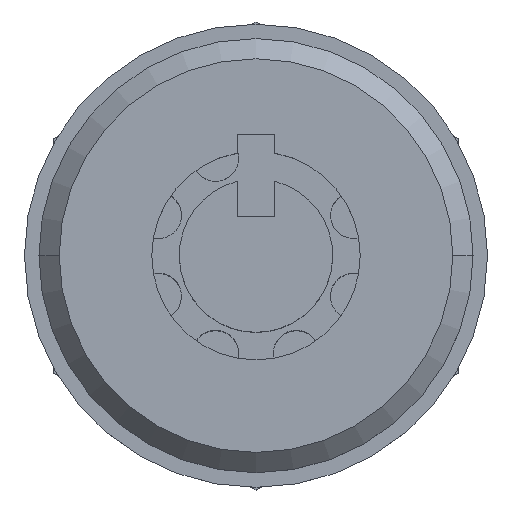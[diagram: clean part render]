
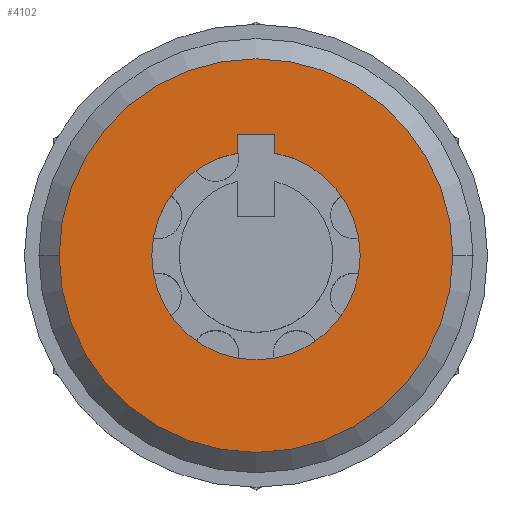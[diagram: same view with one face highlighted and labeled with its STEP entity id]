
A CAD part, top view. The second image highlights one B-rep face of the part: STEP entity #4102.
In plain terms, the highlighted planar face has unit normal (0, 0, 1).
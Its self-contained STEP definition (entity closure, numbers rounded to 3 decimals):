
#142 = VERTEX_POINT ( 'NONE', #153 ) ;
#143 = DIRECTION ( 'NONE',  ( 0., -1., 0. ) ) ;
#153 = CARTESIAN_POINT ( 'NONE',  ( 6.8, 0., 0. ) ) ;
#319 = VECTOR ( 'NONE', #3133, 1000. ) ;
#370 = DIRECTION ( 'NONE',  ( 1., 0., 0. ) ) ;
#449 = CARTESIAN_POINT ( 'NONE',  ( 0., 0., 0. ) ) ;
#595 = EDGE_CURVE ( 'NONE', #5968, #3462, #5088, .T. ) ;
#600 = CARTESIAN_POINT ( 'NONE',  ( 0.65, 4.2, 0. ) ) ;
#656 = VERTEX_POINT ( 'NONE', #3086 ) ;
#659 = EDGE_CURVE ( 'NONE', #142, #1885, #5245, .T. ) ;
#759 = DIRECTION ( 'NONE',  ( 0., 0., 1. ) ) ;
#772 = AXIS2_PLACEMENT_3D ( 'NONE', #449, #4674, #4724 ) ;
#833 = EDGE_CURVE ( 'NONE', #3462, #656, #1739, .T. ) ;
#897 = AXIS2_PLACEMENT_3D ( 'NONE', #5108, #5671, #5644 ) ;
#960 = EDGE_CURVE ( 'NONE', #656, #2285, #3373, .T. ) ;
#983 = ORIENTED_EDGE ( 'NONE', *, *, #833, .F. ) ;
#1099 = EDGE_CURVE ( 'NONE', #1885, #142, #3681, .T. ) ;
#1125 = CARTESIAN_POINT ( 'NONE',  ( -0.65, 4.2, 0. ) ) ;
#1562 = ORIENTED_EDGE ( 'NONE', *, *, #2571, .F. ) ;
#1709 = CARTESIAN_POINT ( 'NONE',  ( 3.6, 0., 0. ) ) ;
#1739 = LINE ( 'NONE', #600, #319 ) ;
#1885 = VERTEX_POINT ( 'NONE', #5275 ) ;
#2094 = PLANE ( 'NONE',  #3560 ) ;
#2101 = DIRECTION ( 'NONE',  ( -1., 0., 0. ) ) ;
#2211 = DIRECTION ( 'NONE',  ( 1., 0., 0. ) ) ;
#2285 = VERTEX_POINT ( 'NONE', #1125 ) ;
#2305 = VECTOR ( 'NONE', #2101, 1000. ) ;
#2402 = LINE ( 'NONE', #6437, #4892 ) ;
#2571 = EDGE_CURVE ( 'NONE', #6153, #3038, #4408, .T. ) ;
#2647 = DIRECTION ( 'NONE',  ( 0., 0., 1. ) ) ;
#3022 = AXIS2_PLACEMENT_3D ( 'NONE', #3351, #759, #6589 ) ;
#3038 = VERTEX_POINT ( 'NONE', #3834 ) ;
#3086 = CARTESIAN_POINT ( 'NONE',  ( 0.65, 4.2, 0. ) ) ;
#3133 = DIRECTION ( 'NONE',  ( 0., 1., 0. ) ) ;
#3150 = EDGE_CURVE ( 'NONE', #2285, #6153, #2402, .T. ) ;
#3335 = CARTESIAN_POINT ( 'NONE',  ( -0.65, 3.541, 0. ) ) ;
#3351 = CARTESIAN_POINT ( 'NONE',  ( 0., 0., 0. ) ) ;
#3373 = LINE ( 'NONE', #4776, #2305 ) ;
#3378 = FACE_BOUND ( 'NONE', #6388, .T. ) ;
#3455 = EDGE_LOOP ( 'NONE', ( #3609, #3798 ) ) ;
#3462 = VERTEX_POINT ( 'NONE', #3579 ) ;
#3529 = FACE_OUTER_BOUND ( 'NONE', #3455, .T. ) ;
#3560 = AXIS2_PLACEMENT_3D ( 'NONE', #6324, #4798, #2211 ) ;
#3579 = CARTESIAN_POINT ( 'NONE',  ( 0.65, 3.541, 0. ) ) ;
#3609 = ORIENTED_EDGE ( 'NONE', *, *, #1099, .T. ) ;
#3617 = EDGE_CURVE ( 'NONE', #3038, #5968, #6064, .T. ) ;
#3681 = CIRCLE ( 'NONE', #5349, 6.8 ) ;
#3798 = ORIENTED_EDGE ( 'NONE', *, *, #659, .T. ) ;
#3834 = CARTESIAN_POINT ( 'NONE',  ( -3.6, 0., 0. ) ) ;
#4012 = AXIS2_PLACEMENT_3D ( 'NONE', #4244, #2647, #5877 ) ;
#4102 = ADVANCED_FACE ( 'NONE', ( #3378, #3529 ), #2094, .T. ) ;
#4139 = ORIENTED_EDGE ( 'NONE', *, *, #960, .F. ) ;
#4244 = CARTESIAN_POINT ( 'NONE',  ( 0., 0., 0. ) ) ;
#4408 = CIRCLE ( 'NONE', #3022, 3.6 ) ;
#4447 = ORIENTED_EDGE ( 'NONE', *, *, #595, .F. ) ;
#4674 = DIRECTION ( 'NONE',  ( 0., 0., 1. ) ) ;
#4724 = DIRECTION ( 'NONE',  ( 1., 0., 0. ) ) ;
#4776 = CARTESIAN_POINT ( 'NONE',  ( -0.65, 4.2, 0. ) ) ;
#4798 = DIRECTION ( 'NONE',  ( 0., 0., 1. ) ) ;
#4892 = VECTOR ( 'NONE', #143, 1000. ) ;
#5088 = CIRCLE ( 'NONE', #897, 3.6 ) ;
#5108 = CARTESIAN_POINT ( 'NONE',  ( 0., 0., 0. ) ) ;
#5245 = CIRCLE ( 'NONE', #772, 6.8 ) ;
#5275 = CARTESIAN_POINT ( 'NONE',  ( -6.8, 0., 0. ) ) ;
#5349 = AXIS2_PLACEMENT_3D ( 'NONE', #5710, #6761, #370 ) ;
#5388 = ORIENTED_EDGE ( 'NONE', *, *, #3150, .F. ) ;
#5644 = DIRECTION ( 'NONE',  ( 1., 0., 0. ) ) ;
#5671 = DIRECTION ( 'NONE',  ( 0., 0., 1. ) ) ;
#5710 = CARTESIAN_POINT ( 'NONE',  ( 0., 0., 0. ) ) ;
#5877 = DIRECTION ( 'NONE',  ( 1., 0., 0. ) ) ;
#5968 = VERTEX_POINT ( 'NONE', #1709 ) ;
#6064 = CIRCLE ( 'NONE', #4012, 3.6 ) ;
#6153 = VERTEX_POINT ( 'NONE', #3335 ) ;
#6178 = ORIENTED_EDGE ( 'NONE', *, *, #3617, .F. ) ;
#6324 = CARTESIAN_POINT ( 'NONE',  ( 0., -3.6, 0. ) ) ;
#6388 = EDGE_LOOP ( 'NONE', ( #5388, #4139, #983, #4447, #6178, #1562 ) ) ;
#6437 = CARTESIAN_POINT ( 'NONE',  ( -0.65, 4.2, 0. ) ) ;
#6589 = DIRECTION ( 'NONE',  ( 1., 0., 0. ) ) ;
#6761 = DIRECTION ( 'NONE',  ( 0., 0., 1. ) ) ;
